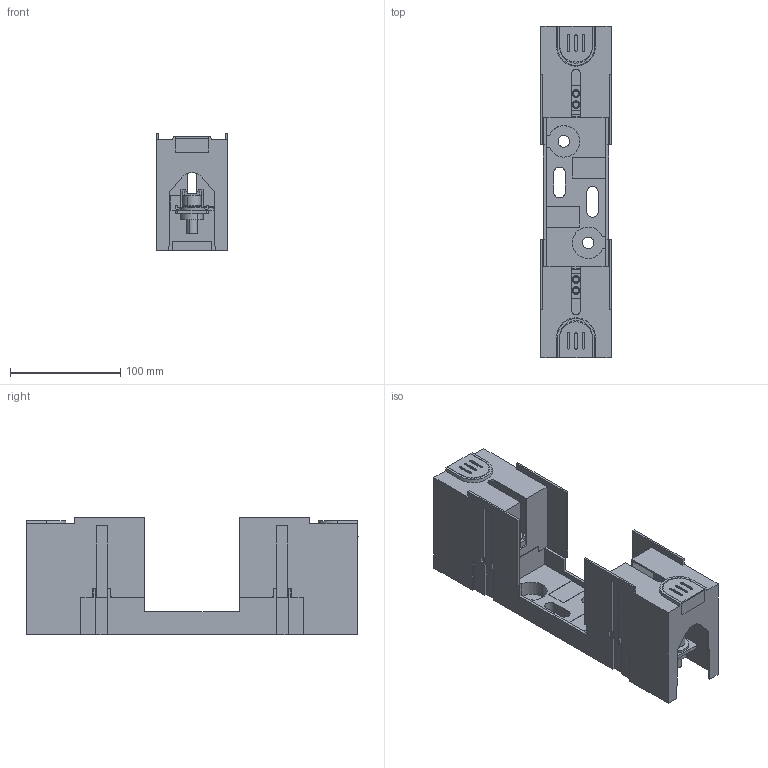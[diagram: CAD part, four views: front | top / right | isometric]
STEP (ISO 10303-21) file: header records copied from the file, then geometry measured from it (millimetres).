
FILE_DESCRIPTION(('CATIA V5 STEP'),'2;1');
FILE_NAME('U2611300_L_NH-Sicherungsunterteil_U2XL-1IGZ_1500_H.stp','2012-07-10T12:04:53+00:00',('none'),('Jean Müller GmbH'),'CATIA Version 5 Release 19 SP 9 (IN-10)','CATIA V5 STEP AP214','none');
FILE_SCHEMA(('AUTOMOTIVE_DESIGN { 1 0 10303 214 1 1 1 1 }'));
Length unit declared in the file: millimetre
Products named in the file (10): U2611300_L_NH-Sicherungsunterteil; 34144_L01_Isoliersockel Gr12/1500V; 804845_Lasche mit Setzmutter M10; 158591_Anschlusslasche Gr. 2 (1B); 60240_Setzmutter_M10; 158588_L_Kontakt Gr12; 65305_Zyl.Schraube m. Innensechskant M10X25; 66903_Spannscheibe DIN6796 -10; 34147_L01_Kontaktabdeckung Gr2; 34153_L01_Clip
Assembly tree (15 placements, depth 3):
  U2611300_L_NH-Sicherungsunterteil
    34144_L01_Isoliersockel Gr12/1500V
    804845_Lasche mit Setzmutter M10  x2
      158591_Anschlusslasche Gr. 2 (1B)
      60240_Setzmutter_M10
    158588_L_Kontakt Gr12  x2
    65305_Zyl.Schraube m. Innensechskant M10X25  x2
    66903_Spannscheibe DIN6796 -10  x2
    34147_L01_Kontaktabdeckung Gr2  x2
    34153_L01_Clip  x2
Bounding box: 64 x 301.11 x 107 mm (x, y, z)
Volume: 380613.6 mm3; surface area: 206572.8 mm2
Topology: 15 solids, 15 shells, 706 faces, 1918 edges, 1266 vertices
Faces by surface type: plane 500, cylinder 154, cone 36, torus 16
Entity records: 14161 total; most frequent: ORIENTED_EDGE 2588, CARTESIAN_POINT 2570, DIRECTION 1918, EDGE_CURVE 1294, VECTOR 1073, LINE 1073, VERTEX_POINT 858, AXIS2_PLACEMENT_3D 525
